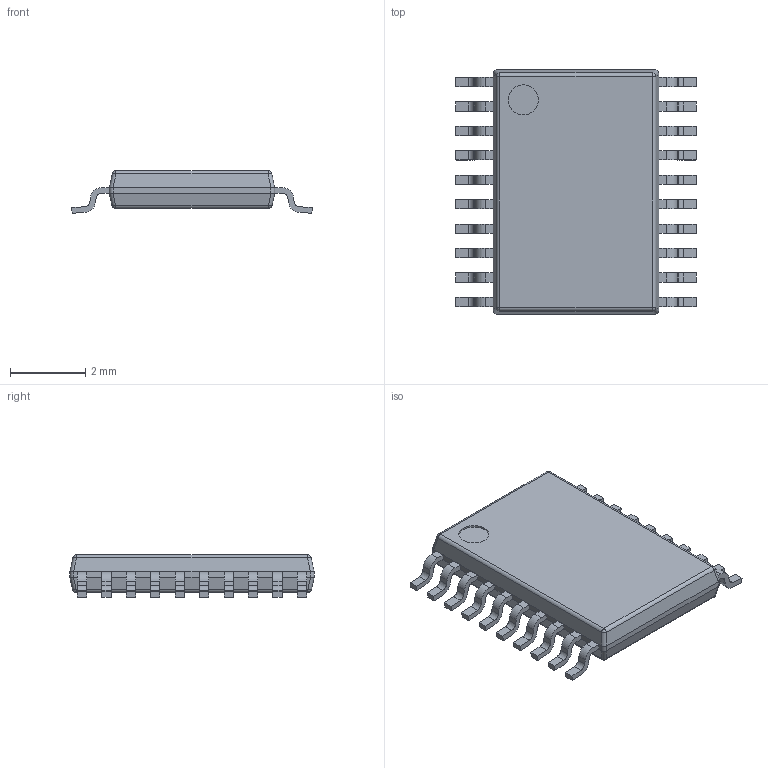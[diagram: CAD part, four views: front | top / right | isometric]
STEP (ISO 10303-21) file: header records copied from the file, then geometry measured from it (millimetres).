
FILE_DESCRIPTION((''),'2;1');
FILE_NAME('PW0020A_ASM','2017-02-03T',('a0412086'),(''),'CREO PARAMETRIC BY PTC INC, 2016050','CREO PARAMETRIC BY PTC INC, 2016050','');
FILE_SCHEMA(('AUTOMOTIVE_DESIGN { 1 0 10303 214 1 1 1 1 }'));
Length unit declared in the file: millimetre
Products named in the file (4): BODY-TSSOP; LEAD-TSSOP; PIN1; PW0020A_ASM
Assembly tree (22 placements, depth 2):
  PW0020A_ASM
    BODY-TSSOP
    LEAD-TSSOP  x20
    PIN1
Bounding box: 6.4 x 6.5 x 1.13 mm (x, y, z)
Volume: 28.6 mm3; surface area: 96 mm2
Topology: 21 solids, 21 shells, 325 faces, 822 edges, 540 vertices
Faces by surface type: plane 215, cylinder 102, sphere 8
Entity records: 3283 total; most frequent: CARTESIAN_POINT 425, DIRECTION 320, ORIENTED_EDGE 276, PROPERTY_DEFINITION 167, REPRESENTATION 155, PROPERTY_DEFINITION_REPRESENTATION 155, PRESENTATION_STYLE_ASSIGNMENT 140, STYLED_ITEM 140
